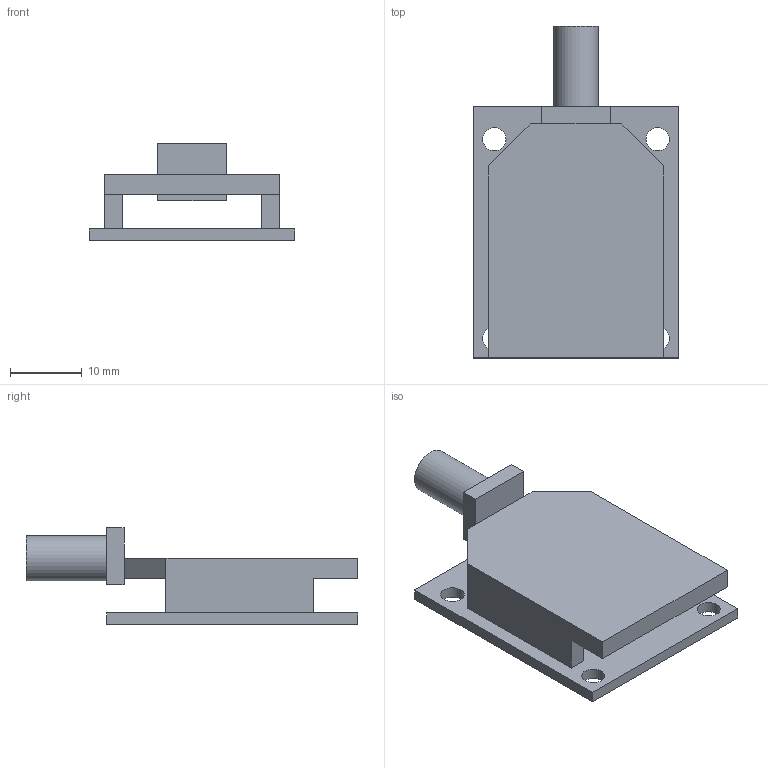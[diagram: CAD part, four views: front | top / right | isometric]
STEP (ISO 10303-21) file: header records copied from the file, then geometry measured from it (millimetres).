
FILE_DESCRIPTION(/* description */ (''),/* implementation_level */ '2;1');
FILE_NAME(/* name */ 'xbee_carrier.stp',/* time_stamp */ '2020-07-13T09:23:15-04:00',/* author */ ('Paul D''Angio'),/* organization */ ('DARPA'),/* preprocessor_version */ 'ST-DEVELOPER v17.2',/* originating_system */ 'Autodesk Inventor 2019',/* authorisation */ '');
FILE_SCHEMA (('AUTOMOTIVE_DESIGN { 1 0 10303 214 3 1 1 }'));
Length unit declared in the file: millimetre
Products named in the file (1): Sparkfun XBee Regulated
Bounding box: 28.6 x 46.25 x 13.5 mm (x, y, z)
Volume: 4741.7 mm3; surface area: 4674.1 mm2
Topology: 1 solids, 1 shells, 34 faces, 95 edges, 64 vertices
Faces by surface type: plane 29, cylinder 5
Full cylindrical faces by diameter (mm): 3.25 x4, 6.25 x1
Entity records: 1224 total; most frequent: CARTESIAN_POINT 194, ORIENTED_EDGE 190, DIRECTION 183, EDGE_CURVE 95, LINE 77, VECTOR 77, VERTEX_POINT 64, AXIS2_PLACEMENT_3D 53
